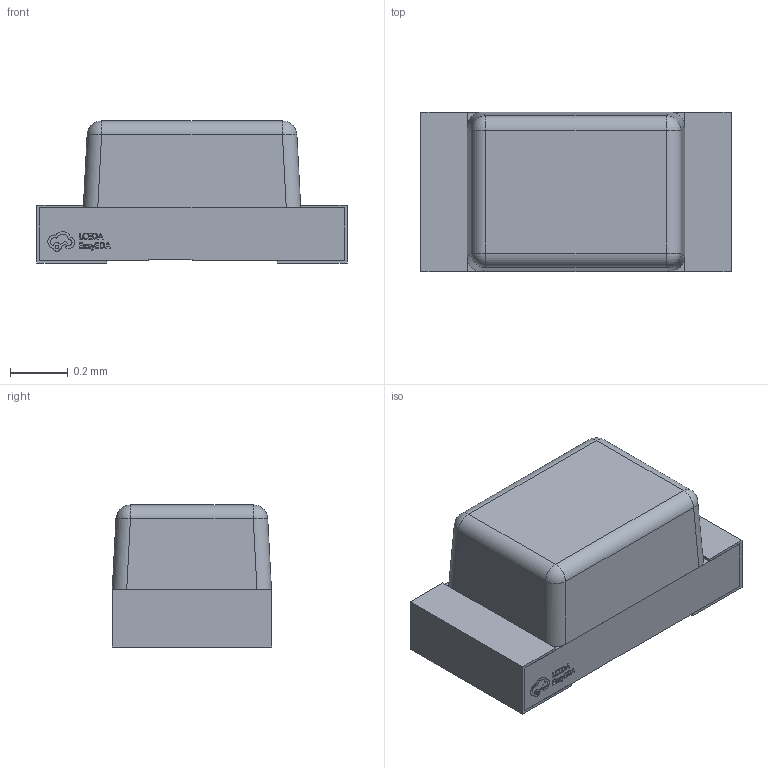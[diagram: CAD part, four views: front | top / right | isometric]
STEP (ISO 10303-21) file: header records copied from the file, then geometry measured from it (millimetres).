
FILE_DESCRIPTION (( 'STEP AP214' ), '1' );
FILE_NAME ('LED0402-FD_YELLOW.STEP', '2022-10-13T01:53:11', ( '' ), ( '' ), 'SwSTEP 2.0', 'SolidWorks 2020', '' );
FILE_SCHEMA (( 'AUTOMOTIVE_DESIGN' ));
Length unit declared in the file: millimetre
Products named in the file (1): LED0402-FD_YELLOW
Bounding box: 1.07 x 0.55 x 0.49 mm (x, y, z)
Volume: 0.2 mm3; surface area: 4.6 mm2
Topology: 4 solids, 4 shells, 281 faces, 747 edges, 494 vertices
Faces by surface type: plane 171, bspline 98, cylinder 8, sphere 4
Entity records: 12301 total; most frequent: CARTESIAN_POINT 2841, ORIENTED_EDGE 1494, DIRECTION 923, EDGE_CURVE 747, LINE 531, VECTOR 531, VERTEX_POINT 494, EDGE_LOOP 301
